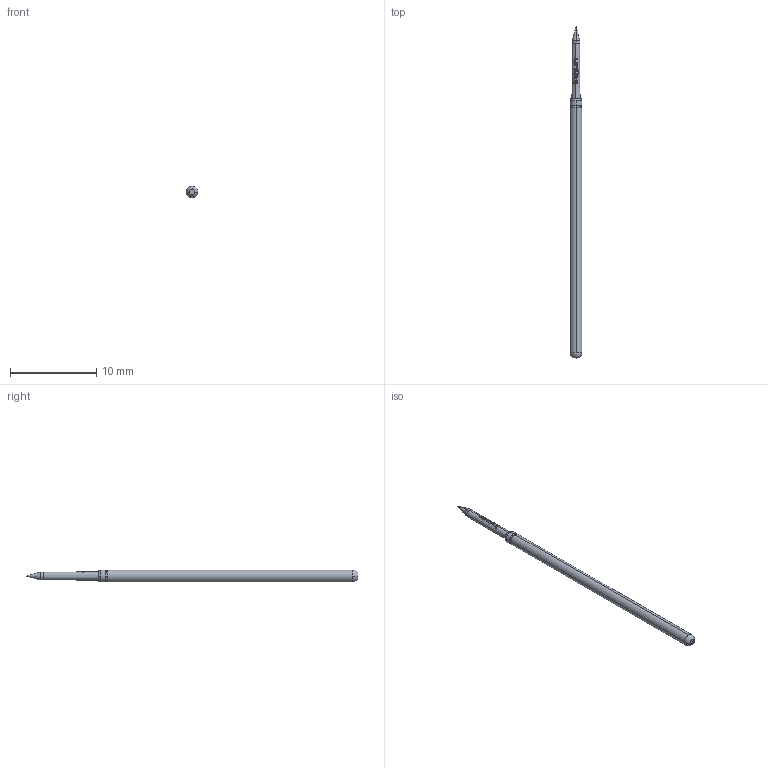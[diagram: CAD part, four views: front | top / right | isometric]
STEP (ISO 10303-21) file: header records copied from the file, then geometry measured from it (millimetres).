
FILE_DESCRIPTION (( 'STEP AP203' ), '1' );
FILE_NAME ('INGUN_GKS-100_201_090_A_xx00_E.STEP', '2021-10-29T08:44:36', ( 'ochi' ), ( '' ), 'SwSTEP 2.0', 'SolidWorks 2018', '' );
FILE_SCHEMA (( 'CONFIG_CONTROL_DESIGN' ));
Length unit declared in the file: millimetre
Products named in the file (1): INGUN_GKS-100_201_090_A_xx00_E
Bounding box: 1.37 x 38.4 x 1.37 mm (x, y, z)
Volume: 48.7 mm3; surface area: 152.5 mm2
Topology: 1 solids, 1 shells, 98 faces, 277 edges, 179 vertices
Faces by surface type: bspline 58, cone 22, cylinder 8, torus 6, sphere 2, plane 2
Entity records: 4270 total; most frequent: CARTESIAN_POINT 2229, ORIENTED_EDGE 546, EDGE_CURVE 273, B_SPLINE_CURVE_WITH_KNOTS 208, DIRECTION 187, VERTEX_POINT 179, EDGE_LOOP 100, ADVANCED_FACE 98
